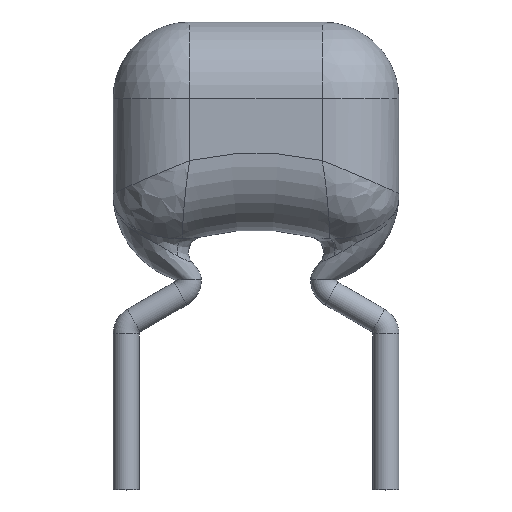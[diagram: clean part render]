
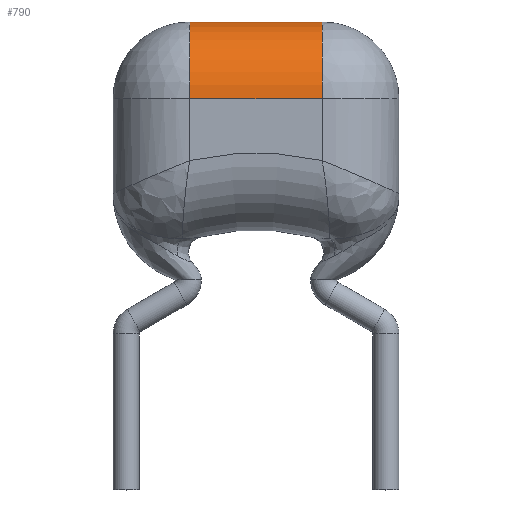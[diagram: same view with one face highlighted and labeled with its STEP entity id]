
A CAD part, top view. The second image highlights one B-rep face of the part: STEP entity #790.
In plain terms, the highlighted cylindrical face has radius 1.475 mm (diameter 2.95 mm), a partial arc.
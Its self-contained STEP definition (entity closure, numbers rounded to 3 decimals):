
#106=LINE('',#1868,#130);
#109=LINE('',#1875,#133);
#130=VECTOR('',#1025,1000.);
#133=VECTOR('',#1030,1000.);
#147=CYLINDRICAL_SURFACE('',#887,1.475);
#178=FACE_OUTER_BOUND('',#238,.T.);
#238=EDGE_LOOP('',(#614,#615,#616,#617));
#301=CIRCLE('',#888,1.475);
#302=CIRCLE('',#889,1.475);
#377=VERTEX_POINT('',#1865);
#378=VERTEX_POINT('',#1867);
#380=VERTEX_POINT('',#1872);
#381=VERTEX_POINT('',#1874);
#453=EDGE_CURVE('',#377,#378,#106,.T.);
#456=EDGE_CURVE('',#380,#381,#109,.T.);
#471=EDGE_CURVE('',#381,#377,#301,.T.);
#472=EDGE_CURVE('',#378,#380,#302,.T.);
#614=ORIENTED_EDGE('',*,*,#471,.F.);
#615=ORIENTED_EDGE('',*,*,#456,.F.);
#616=ORIENTED_EDGE('',*,*,#472,.F.);
#617=ORIENTED_EDGE('',*,*,#453,.F.);
#790=ADVANCED_FACE('',(#178),#147,.T.);
#887=AXIS2_PLACEMENT_3D('',#2135,#1051,#1052);
#888=AXIS2_PLACEMENT_3D('',#2136,#1053,#1054);
#889=AXIS2_PLACEMENT_3D('',#2137,#1055,#1056);
#1025=DIRECTION('',(1.,0.,0.));
#1030=DIRECTION('',(-1.,0.,0.));
#1051=DIRECTION('center_axis',(-1.,0.,0.));
#1052=DIRECTION('ref_axis',(0.,0.,1.));
#1053=DIRECTION('center_axis',(-1.,0.,0.));
#1054=DIRECTION('ref_axis',(0.,0.,1.));
#1055=DIRECTION('center_axis',(1.,0.,0.));
#1056=DIRECTION('ref_axis',(0.,0.,-1.));
#1865=CARTESIAN_POINT('',(-1.275,6.,0.1));
#1867=CARTESIAN_POINT('',(1.275,6.,0.1));
#1868=CARTESIAN_POINT('',(2.75,6.,0.1));
#1872=CARTESIAN_POINT('',(1.275,4.525,1.575));
#1874=CARTESIAN_POINT('',(-1.275,4.525,1.575));
#1875=CARTESIAN_POINT('',(0.,4.525,1.575));
#2135=CARTESIAN_POINT('Origin',(0.,4.525,0.1));
#2136=CARTESIAN_POINT('Origin',(-1.275,4.525,0.1));
#2137=CARTESIAN_POINT('Origin',(1.275,4.525,0.1));
